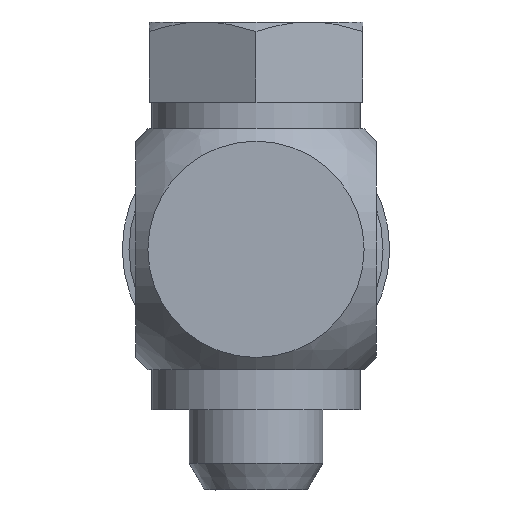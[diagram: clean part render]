
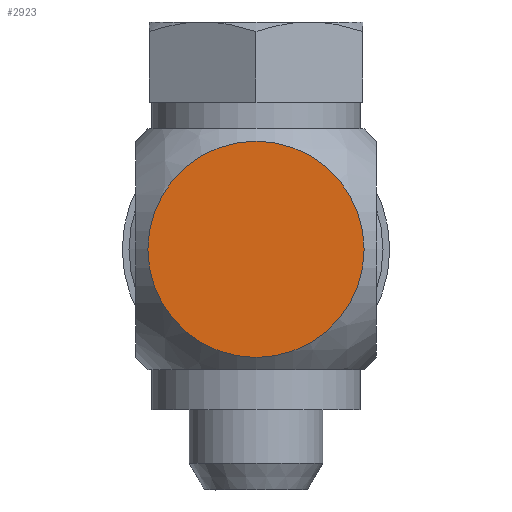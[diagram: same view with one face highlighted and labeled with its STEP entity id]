
A CAD part, left-side view. The second image highlights one B-rep face of the part: STEP entity #2923.
In plain terms, the highlighted face is planar.
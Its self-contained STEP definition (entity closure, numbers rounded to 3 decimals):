
#1101=ORIENTED_EDGE('',*,*,#1298,.T.);
#1151=CIRCLE('',#2822,4.044);
#1219=VERTEX_POINT('',#2679);
#1298=EDGE_CURVE('',#1219,#1219,#1151,.T.);
#1414=EDGE_LOOP('',(#1101));
#1527=FACE_BOUND('',#1414,.T.);
#1786=DIRECTION('',(0.,-1.,0.));
#1787=DIRECTION('',(0.,0.,4.044));
#1810=DIRECTION('',(0.,-1.,0.));
#1811=DIRECTION('',(-1.,0.,0.));
#2679=CARTESIAN_POINT('',(11.853,9.749,4.044));
#2680=CARTESIAN_POINT('',(11.853,9.749,0.));
#2696=CARTESIAN_POINT('',(11.853,9.749,0.));
#2822=AXIS2_PLACEMENT_3D('',#2680,#1786,#1787);
#2834=AXIS2_PLACEMENT_3D('',#2696,#1810,#1811);
#2861=PLANE('',#2834);
#2923=ADVANCED_FACE('',(#1527),#2861,.T.);
